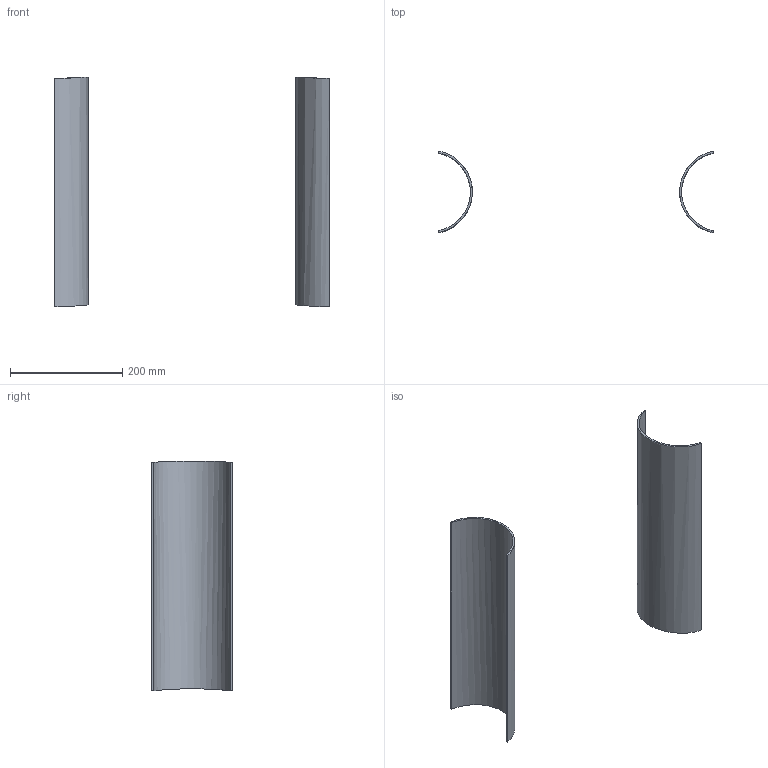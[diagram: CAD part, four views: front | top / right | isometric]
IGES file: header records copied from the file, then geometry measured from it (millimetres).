
Start section:  PTC IGES file: mice1-003.igs
Global section: file name: mice1-003.igs; native system: Pro/ENGINEER by Parametric Technology Corporation; preprocessor: 2004110; author: liuxiaokun; organization: Unknown; date: 080428.080941; units: millimetre
Bounding box: 489 x 145.33 x 409.41 mm (x, y, z)
Volume: 565271.7 mm3; surface area: 331608.3 mm2
Topology: 2 solids, 2 shells, 12 faces, 24 edges, 16 vertices
Faces by surface type: revolution 8, bspline 4
